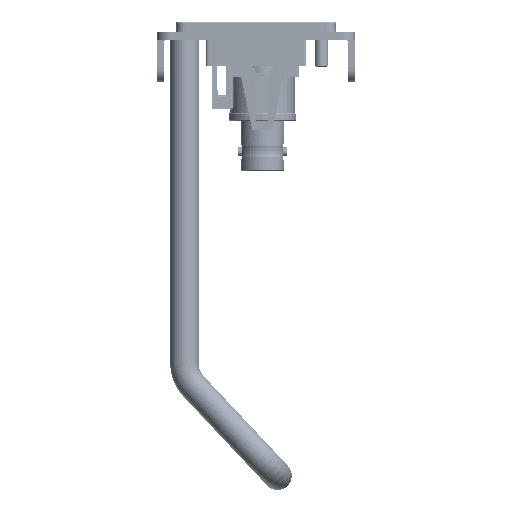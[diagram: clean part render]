
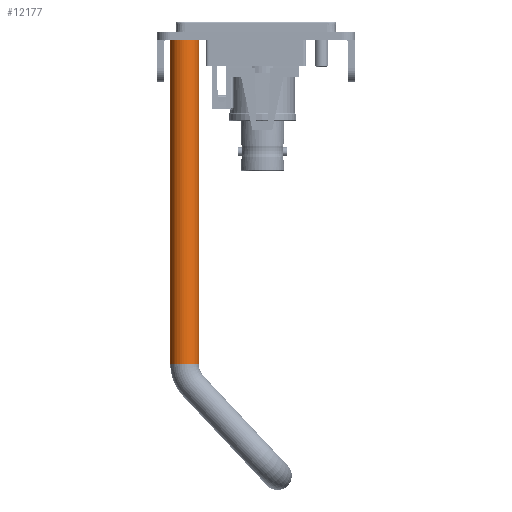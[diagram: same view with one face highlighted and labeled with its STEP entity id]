
A CAD part, left-side view. The second image highlights one B-rep face of the part: STEP entity #12177.
In plain terms, the highlighted cylindrical face has radius 3.175 mm (diameter 6.35 mm), a full revolution.
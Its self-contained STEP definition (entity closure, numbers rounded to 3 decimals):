
#1517=CYLINDRICAL_SURFACE('',#12883,3.175);
#1664=FACE_OUTER_BOUND('',#2282,.T.);
#2282=EDGE_LOOP('',(#8626,#8627,#8628,#8629,#8630));
#3067=LINE('',#17483,#4166);
#4166=VECTOR('',#14068,3.175);
#5265=CIRCLE('',#12884,3.175);
#5266=CIRCLE('',#12885,3.175);
#5267=CIRCLE('',#12886,3.175);
#5705=VERTEX_POINT('',#17480);
#5706=VERTEX_POINT('',#17482);
#5707=VERTEX_POINT('',#17484);
#6858=EDGE_CURVE('',#5705,#5705,#5265,.T.);
#6859=EDGE_CURVE('',#5705,#5706,#3067,.T.);
#6860=EDGE_CURVE('',#5706,#5707,#5266,.T.);
#6861=EDGE_CURVE('',#5707,#5706,#5267,.T.);
#8626=ORIENTED_EDGE('',*,*,#6858,.F.);
#8627=ORIENTED_EDGE('',*,*,#6859,.T.);
#8628=ORIENTED_EDGE('',*,*,#6860,.T.);
#8629=ORIENTED_EDGE('',*,*,#6861,.T.);
#8630=ORIENTED_EDGE('',*,*,#6859,.F.);
#12177=ADVANCED_FACE('',(#1664),#1517,.T.);
#12883=AXIS2_PLACEMENT_3D('',#17479,#14064,#14065);
#12884=AXIS2_PLACEMENT_3D('',#17481,#14066,#14067);
#12885=AXIS2_PLACEMENT_3D('',#17485,#14069,#14070);
#12886=AXIS2_PLACEMENT_3D('',#17486,#14071,#14072);
#14064=DIRECTION('center_axis',(0.,0.,
-1.));
#14065=DIRECTION('ref_axis',(1.,0.,0.));
#14066=DIRECTION('center_axis',(0.,0.,
-1.));
#14067=DIRECTION('ref_axis',(1.,0.,0.));
#14068=DIRECTION('',(0.,0.,1.));
#14069=DIRECTION('center_axis',(0.,0.,
-1.));
#14070=DIRECTION('ref_axis',(1.,0.,0.));
#14071=DIRECTION('center_axis',(0.,0.,
-1.));
#14072=DIRECTION('ref_axis',(1.,0.,0.));
#17479=CARTESIAN_POINT('Origin',(-423.,0.,72.));
#17480=CARTESIAN_POINT('',(-426.175,0.,0.));
#17481=CARTESIAN_POINT('Origin',(-423.,0.,0.));
#17482=CARTESIAN_POINT('',(-426.175,0.,72.));
#17483=CARTESIAN_POINT('',(-426.175,0.,72.));
#17484=CARTESIAN_POINT('',(-423.,3.175,72.));
#17485=CARTESIAN_POINT('Origin',(-423.,0.,72.));
#17486=CARTESIAN_POINT('Origin',(-423.,0.,72.));
